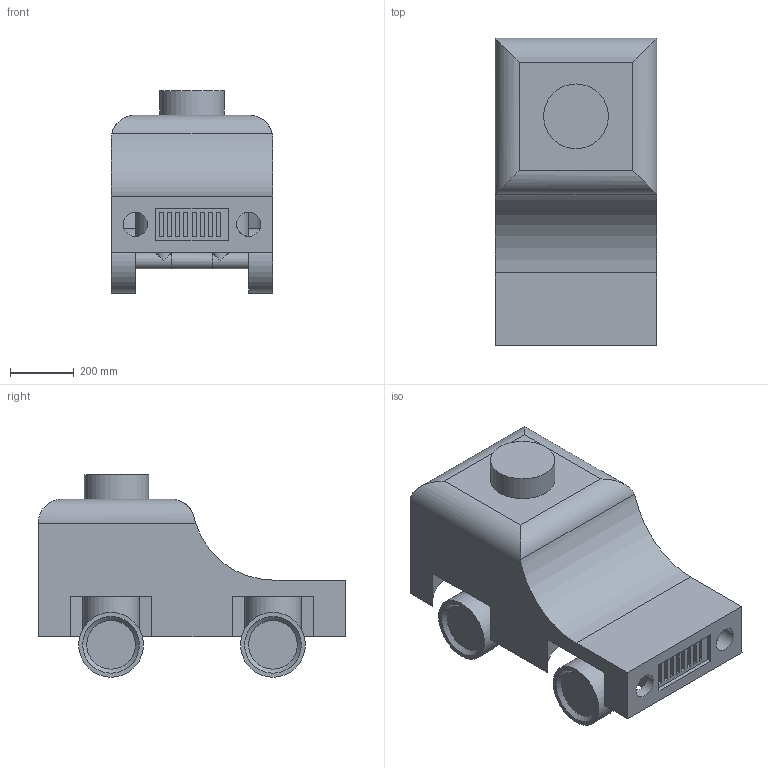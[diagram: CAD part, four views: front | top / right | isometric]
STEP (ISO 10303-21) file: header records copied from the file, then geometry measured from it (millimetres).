
FILE_DESCRIPTION(/* description */ (''),/* implementation_level */ '2;1');
FILE_NAME(/* name */ 'Assembly.step',/* time_stamp */ '2023-10-18T20:00:02-04:00',/* author */ (''),/* organization */ (''),/* preprocessor_version */ 'ST-DEVELOPER v20',/* originating_system */ 'Autodesk Translation Framework v12.14.0.127',/* authorisation */ '');
FILE_SCHEMA (('AUTOMOTIVE_DESIGN { 1 0 10303 214 3 1 1 }'));
Length unit declared in the file: inch
Products named in the file (5): Assembly; Wheel; Chassis; LiDar; Dynamic Axel
Assembly tree (8 placements, depth 2):
  Assembly
    Wheel  x4
    Chassis
    LiDar
    Dynamic Axel  x2
Bounding box: 508 x 965.2 x 635.24 mm (x, y, z)
Volume: 142654284.4 mm3; surface area: 3073432.3 mm2
Topology: 9 solids, 9 shells, 139 faces, 311 edges, 207 vertices
Faces by surface type: plane 100, cylinder 35, cone 4
Full cylindrical faces by diameter (mm): 50.8 x7, 55.88 x4, 76.2 x2, 203.2 x5
Entity records: 3781 total; most frequent: CARTESIAN_POINT 736, DIRECTION 608, ORIENTED_EDGE 554, EDGE_CURVE 277, AXIS2_PLACEMENT_3D 206, LINE 196, VECTOR 196, VERTEX_POINT 184
